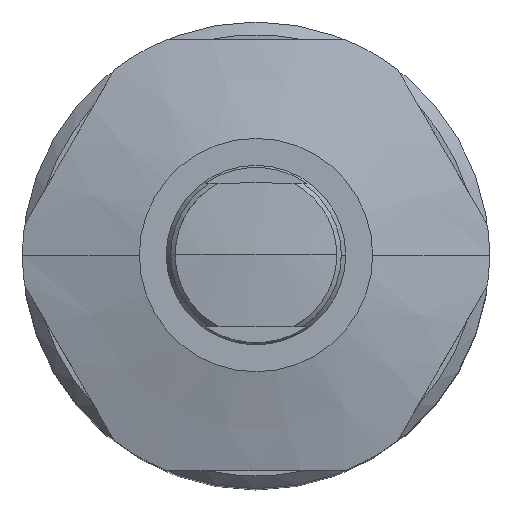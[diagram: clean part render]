
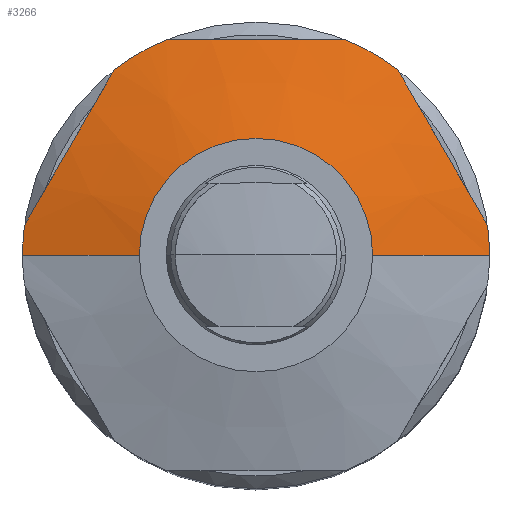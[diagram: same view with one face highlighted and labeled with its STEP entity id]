
A CAD part, top view. The second image highlights one B-rep face of the part: STEP entity #3266.
In plain terms, the highlighted conical face has half-angle 75 degrees and reference radius 13 mm.
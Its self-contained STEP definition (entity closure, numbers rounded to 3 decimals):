
#48 = EDGE_CURVE ( 'NONE', #382, #379, #1054, .T. ) ;
#368 = ORIENTED_EDGE ( 'NONE', *, *, #369, .T. ) ;
#369 = EDGE_CURVE ( 'NONE', #3234, #370, #1676, .T. ) ;
#370 = VERTEX_POINT ( 'NONE', #1725 ) ;
#371 = ORIENTED_EDGE ( 'NONE', *, *, #372, .T. ) ;
#372 = EDGE_CURVE ( 'NONE', #370, #373, #1724, .T. ) ;
#373 = VERTEX_POINT ( 'NONE', #1719 ) ;
#374 = ORIENTED_EDGE ( 'NONE', *, *, #375, .T. ) ;
#375 = EDGE_CURVE ( 'NONE', #373, #376, #1718, .T. ) ;
#376 = VERTEX_POINT ( 'NONE', #1717 ) ;
#377 = ORIENTED_EDGE ( 'NONE', *, *, #378, .T. ) ;
#378 = EDGE_CURVE ( 'NONE', #376, #379, #1711, .T. ) ;
#379 = VERTEX_POINT ( 'NONE', #1706 ) ;
#380 = ORIENTED_EDGE ( 'NONE', *, *, #48, .F. ) ;
#381 = EDGE_CURVE ( 'NONE', #3228, #382, #1705, .T. ) ;
#382 = VERTEX_POINT ( 'NONE', #1700 ) ;
#383 = ORIENTED_EDGE ( 'NONE', *, *, #384, .T. ) ;
#384 = EDGE_CURVE ( 'NONE', #3228, #385, #1699, .T. ) ;
#385 = VERTEX_POINT ( 'NONE', #1751 ) ;
#386 = ORIENTED_EDGE ( 'NONE', *, *, #387, .T. ) ;
#387 = EDGE_CURVE ( 'NONE', #385, #388, #1750, .T. ) ;
#388 = VERTEX_POINT ( 'NONE', #1745 ) ;
#389 = ORIENTED_EDGE ( 'NONE', *, *, #390, .T. ) ;
#390 = EDGE_CURVE ( 'NONE', #388, #391, #1744, .T. ) ;
#391 = VERTEX_POINT ( 'NONE', #1743 ) ;
#392 = ORIENTED_EDGE ( 'NONE', *, *, #393, .T. ) ;
#393 = EDGE_CURVE ( 'NONE', #391, #3234, #1742, .T. ) ;
#1051 = DIRECTION ( 'NONE',  ( -0.966, 0., -0.259 ) ) ;
#1052 = VECTOR ( 'NONE', #1051, 1000. ) ;
#1053 = CARTESIAN_POINT ( 'NONE',  ( -13., 0., -1.742 ) ) ;
#1054 = LINE ( 'NONE', #1053, #1052 ) ;
#1195 = CARTESIAN_POINT ( 'NONE',  ( -5., 12., -1.742 ) ) ;
#1196 = CARTESIAN_POINT ( 'NONE',  ( -3.328, 12., -1.569 ) ) ;
#1197 = CARTESIAN_POINT ( 'NONE',  ( -1.658, 12., -1.473 ) ) ;
#1670 = CARTESIAN_POINT ( 'NONE',  ( 1.675, 12., -1.474 ) ) ;
#1671 = CARTESIAN_POINT ( 'NONE',  ( 3.339, 12., -1.57 ) ) ;
#1672 = CARTESIAN_POINT ( 'NONE',  ( 5., 12., -1.742 ) ) ;
#1676 = B_SPLINE_CURVE_WITH_KNOTS ( 'NONE', 3,
 ( #1672, #1671, #1670, #1197, #1196, #1195 ),
 .UNSPECIFIED., .F., .F.,
 ( 4, 2, 4 ),
 ( 0.029, 0.034, 0.039 ),
 .UNSPECIFIED. ) ;
#1699 = LINE ( 'NONE', #1754, #1753 ) ;
#1700 = CARTESIAN_POINT ( 'NONE',  ( -6.5, 0., 0. ) ) ;
#1701 = DIRECTION ( 'NONE',  ( 1., 0., 0. ) ) ;
#1702 = DIRECTION ( 'NONE',  ( 0., 0., 1. ) ) ;
#1703 = CARTESIAN_POINT ( 'NONE',  ( 0., 0., 0. ) ) ;
#1704 = AXIS2_PLACEMENT_3D ( 'NONE', #1703, #1702, #1701 ) ;
#1705 = CIRCLE ( 'NONE', #1704, 6.5 ) ;
#1706 = CARTESIAN_POINT ( 'NONE',  ( -13., 0., -1.742 ) ) ;
#1707 = DIRECTION ( 'NONE',  ( 1., 0., 0. ) ) ;
#1708 = DIRECTION ( 'NONE',  ( 0., 0., 1. ) ) ;
#1709 = CARTESIAN_POINT ( 'NONE',  ( 0., 0., -1.742 ) ) ;
#1710 = AXIS2_PLACEMENT_3D ( 'NONE', #1709, #1708, #1707 ) ;
#1711 = CIRCLE ( 'NONE', #1710, 13. ) ;
#1712 = CARTESIAN_POINT ( 'NONE',  ( -12.892, 1.67, -1.742 ) ) ;
#1713 = CARTESIAN_POINT ( 'NONE',  ( -12.059, 3.113, -1.57 ) ) ;
#1714 = CARTESIAN_POINT ( 'NONE',  ( -10.392, 6., -1.378 ) ) ;
#1715 = CARTESIAN_POINT ( 'NONE',  ( -8.726, 8.887, -1.57 ) ) ;
#1716 = CARTESIAN_POINT ( 'NONE',  ( -7.892, 10.33, -1.742 ) ) ;
#1717 = CARTESIAN_POINT ( 'NONE',  ( -12.892, 1.67, -1.742 ) ) ;
#1718 = B_SPLINE_CURVE_WITH_KNOTS ( 'NONE', 3,
 ( #1716, #1715, #1714, #1713, #1712 ),
 .UNSPECIFIED., .F., .F.,
 ( 4, 1, 4 ),
 ( 0., 0.005, 0.01 ),
 .UNSPECIFIED. ) ;
#1719 = CARTESIAN_POINT ( 'NONE',  ( -7.892, 10.33, -1.742 ) ) ;
#1720 = DIRECTION ( 'NONE',  ( 1., 0., 0. ) ) ;
#1721 = DIRECTION ( 'NONE',  ( 0., 0., 1. ) ) ;
#1722 = CARTESIAN_POINT ( 'NONE',  ( 0., 0., -1.742 ) ) ;
#1723 = AXIS2_PLACEMENT_3D ( 'NONE', #1722, #1721, #1720 ) ;
#1724 = CIRCLE ( 'NONE', #1723, 13. ) ;
#1725 = CARTESIAN_POINT ( 'NONE',  ( -5., 12., -1.742 ) ) ;
#1733 = DIRECTION ( 'NONE',  ( 1., 0., 0. ) ) ;
#1734 = DIRECTION ( 'NONE',  ( 0., 0., 1. ) ) ;
#1735 = CARTESIAN_POINT ( 'NONE',  ( 0., 0., -1.742 ) ) ;
#1736 = AXIS2_PLACEMENT_3D ( 'NONE', #1735, #1734, #1733 ) ;
#1737 = CARTESIAN_POINT ( 'NONE',  ( 7.892, 10.33, -1.742 ) ) ;
#1738 = CARTESIAN_POINT ( 'NONE',  ( 8.726, 8.887, -1.57 ) ) ;
#1739 = CARTESIAN_POINT ( 'NONE',  ( 10.392, 6., -1.378 ) ) ;
#1740 = CARTESIAN_POINT ( 'NONE',  ( 12.059, 3.113, -1.57 ) ) ;
#1741 = CARTESIAN_POINT ( 'NONE',  ( 12.892, 1.67, -1.742 ) ) ;
#1742 = CIRCLE ( 'NONE', #1736, 13. ) ;
#1743 = CARTESIAN_POINT ( 'NONE',  ( 7.892, 10.33, -1.742 ) ) ;
#1744 = B_SPLINE_CURVE_WITH_KNOTS ( 'NONE', 3,
 ( #1741, #1740, #1739, #1738, #1737 ),
 .UNSPECIFIED., .F., .F.,
 ( 4, 1, 4 ),
 ( 0., 0.005, 0.01 ),
 .UNSPECIFIED. ) ;
#1745 = CARTESIAN_POINT ( 'NONE',  ( 12.892, 1.67, -1.742 ) ) ;
#1746 = DIRECTION ( 'NONE',  ( 1., 0., 0. ) ) ;
#1747 = DIRECTION ( 'NONE',  ( 0., 0., 1. ) ) ;
#1748 = CARTESIAN_POINT ( 'NONE',  ( 0., 0., -1.742 ) ) ;
#1749 = AXIS2_PLACEMENT_3D ( 'NONE', #1748, #1747, #1746 ) ;
#1750 = CIRCLE ( 'NONE', #1749, 13. ) ;
#1751 = CARTESIAN_POINT ( 'NONE',  ( 13., 0., -1.742 ) ) ;
#1752 = DIRECTION ( 'NONE',  ( 0.966, 0., -0.259 ) ) ;
#1753 = VECTOR ( 'NONE', #1752, 1000. ) ;
#1754 = CARTESIAN_POINT ( 'NONE',  ( 13., 0., -1.742 ) ) ;
#2718 = CARTESIAN_POINT ( 'NONE',  ( 5., 12., -1.742 ) ) ;
#2721 = CARTESIAN_POINT ( 'NONE',  ( 6.5, 0., 0. ) ) ;
#2824 = DIRECTION ( 'NONE',  ( -1., 0., 0. ) ) ;
#2825 = DIRECTION ( 'NONE',  ( 0., 0., -1. ) ) ;
#2826 = AXIS2_PLACEMENT_3D ( 'NONE', #2827, #2825, #2824 ) ;
#2827 = CARTESIAN_POINT ( 'NONE',  ( 0., 0., -1.742 ) ) ;
#2828 = CONICAL_SURFACE ( 'NONE', #2826, 13., 1.309 ) ;
#2829 = FACE_OUTER_BOUND ( 'NONE', #3230, .T. ) ;
#3228 = VERTEX_POINT ( 'NONE', #2721 ) ;
#3229 = ORIENTED_EDGE ( 'NONE', *, *, #381, .F. ) ;
#3230 = EDGE_LOOP ( 'NONE', ( #3229, #383, #386, #389, #392, #368, #371, #374, #377, #380 ) ) ;
#3234 = VERTEX_POINT ( 'NONE', #2718 ) ;
#3266 = ADVANCED_FACE ( 'NONE', ( #2829 ), #2828, .T. ) ;
